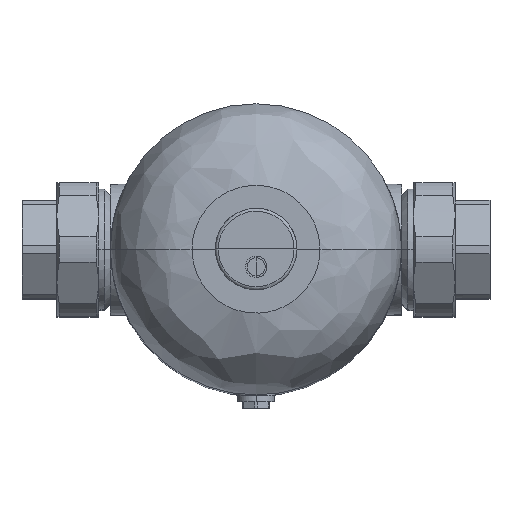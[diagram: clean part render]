
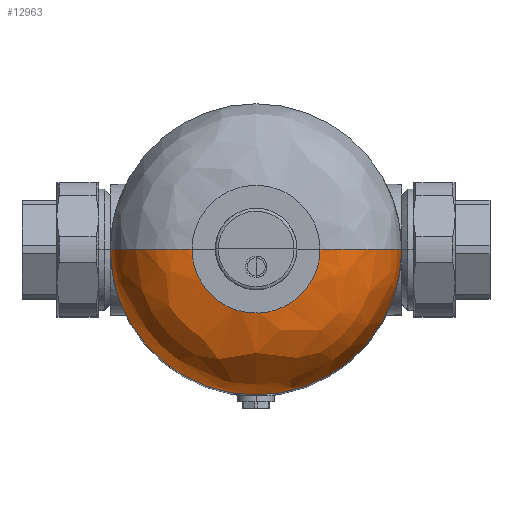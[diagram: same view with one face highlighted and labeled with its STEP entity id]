
A CAD part, top view. The second image highlights one B-rep face of the part: STEP entity #12963.
In plain terms, the highlighted free-form (B-spline) face has degree [3, 3] with [7, 4] control points.
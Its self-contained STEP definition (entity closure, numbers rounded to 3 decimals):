
#12183=CARTESIAN_POINT('Vertex',(98.,0.,60.)) ;
#12186=CARTESIAN_POINT('Axis2P3D Location',(0.,0.,60.)) ;
#12190=CARTESIAN_POINT('Vertex',(-98.,0.,60.)) ;
#12818=CARTESIAN_POINT('Control Point',(-98.,0.,60.)) ;
#12819=CARTESIAN_POINT('Control Point',(-98.,0.,92.216)) ;
#12820=CARTESIAN_POINT('Control Point',(-75.22,0.,115.)) ;
#12821=CARTESIAN_POINT('Control Point',(-43.,0.,115.)) ;
#12822=CARTESIAN_POINT('Vertex',(-43.,0.,115.)) ;
#12868=CARTESIAN_POINT('Vertex',(43.,0.,115.)) ;
#12872=CARTESIAN_POINT('Control Point',(98.,0.,60.)) ;
#12873=CARTESIAN_POINT('Control Point',(98.,0.,92.216)) ;
#12874=CARTESIAN_POINT('Control Point',(75.22,0.,115.)) ;
#12875=CARTESIAN_POINT('Control Point',(43.,0.,115.)) ;
#12885=CARTESIAN_POINT('Control Point',(-97.78,6.152,58.272)) ;
#12886=CARTESIAN_POINT('Control Point',(-98.842,6.219,92.123)) ;
#12887=CARTESIAN_POINT('Control Point',(-74.931,4.714,116.062)) ;
#12888=CARTESIAN_POINT('Control Point',(-41.147,2.589,114.971)) ;
#12889=CARTESIAN_POINT('Control Point',(-101.565,-54.022,58.272)) ;
#12890=CARTESIAN_POINT('Control Point',(-102.669,-54.608,92.123)) ;
#12891=CARTESIAN_POINT('Control Point',(-77.832,-41.398,116.062)) ;
#12892=CARTESIAN_POINT('Control Point',(-42.74,-22.733,114.971)) ;
#12893=CARTESIAN_POINT('Control Point',(-60.292,-97.973,58.272)) ;
#12894=CARTESIAN_POINT('Control Point',(-60.947,-99.037,92.123)) ;
#12895=CARTESIAN_POINT('Control Point',(-46.204,-75.079,116.062)) ;
#12896=CARTESIAN_POINT('Control Point',(-25.372,-41.228,114.971)) ;
#12897=CARTESIAN_POINT('Control Point',(0.,-97.973,58.272)) ;
#12898=CARTESIAN_POINT('Control Point',(0.,-99.037,92.123)) ;
#12899=CARTESIAN_POINT('Control Point',(0.,-75.079,116.062)) ;
#12900=CARTESIAN_POINT('Control Point',(0.,-41.228,114.971)) ;
#12901=CARTESIAN_POINT('Control Point',(60.292,-97.973,58.272)) ;
#12902=CARTESIAN_POINT('Control Point',(60.947,-99.037,92.123)) ;
#12903=CARTESIAN_POINT('Control Point',(46.204,-75.079,116.062)) ;
#12904=CARTESIAN_POINT('Control Point',(25.372,-41.228,114.971)) ;
#12905=CARTESIAN_POINT('Control Point',(101.565,-54.022,58.272)) ;
#12906=CARTESIAN_POINT('Control Point',(102.669,-54.608,92.123)) ;
#12907=CARTESIAN_POINT('Control Point',(77.832,-41.398,116.062)) ;
#12908=CARTESIAN_POINT('Control Point',(42.74,-22.733,114.971)) ;
#12909=CARTESIAN_POINT('Control Point',(97.78,6.152,58.272)) ;
#12910=CARTESIAN_POINT('Control Point',(98.842,6.219,92.123)) ;
#12911=CARTESIAN_POINT('Control Point',(74.931,4.714,116.062)) ;
#12912=CARTESIAN_POINT('Control Point',(41.147,2.589,114.971)) ;
#12914=CARTESIAN_POINT('Control Point',(-43.,0.,115.)) ;
#12915=CARTESIAN_POINT('Control Point',(-43.096,-4.393,115.)) ;
#12916=CARTESIAN_POINT('Control Point',(-42.552,-8.821,115.)) ;
#12917=CARTESIAN_POINT('Control Point',(-41.388,-13.132,115.)) ;
#12918=CARTESIAN_POINT('Control Point',(-38.8,-19.343,115.)) ;
#12919=CARTESIAN_POINT('Control Point',(-35.115,-24.931,115.)) ;
#12920=CARTESIAN_POINT('Control Point',(-33.737,-26.754,115.)) ;
#12921=CARTESIAN_POINT('Control Point',(-30.761,-30.205,115.)) ;
#12922=CARTESIAN_POINT('Control Point',(-27.367,-33.253,115.)) ;
#12923=CARTESIAN_POINT('Control Point',(-25.577,-34.661,115.)) ;
#12924=CARTESIAN_POINT('Control Point',(-21.831,-37.222,115.)) ;
#12925=CARTESIAN_POINT('Control Point',(-17.792,-39.246,115.)) ;
#12926=CARTESIAN_POINT('Control Point',(-15.71,-40.122,115.)) ;
#12927=CARTESIAN_POINT('Control Point',(-11.409,-41.61,115.)) ;
#12928=CARTESIAN_POINT('Control Point',(-6.885,-42.536,115.)) ;
#12929=CARTESIAN_POINT('Control Point',(-4.6,-42.842,115.)) ;
#12930=CARTESIAN_POINT('Control Point',(-2.057,-43.011,115.)) ;
#12931=CARTESIAN_POINT('Control Point',(0.412,-42.999,115.)) ;
#12932=CARTESIAN_POINT('Control Point',(0.689,-42.995,115.)) ;
#12933=CARTESIAN_POINT('Control Point',(1.243,-42.983,115.)) ;
#12934=CARTESIAN_POINT('Control Point',(1.8,-42.963,115.)) ;
#12935=CARTESIAN_POINT('Control Point',(2.08,-42.95,115.)) ;
#12936=CARTESIAN_POINT('Control Point',(2.92,-42.905,115.)) ;
#12937=CARTESIAN_POINT('Control Point',(3.765,-42.838,115.)) ;
#12938=CARTESIAN_POINT('Control Point',(4.33,-42.784,115.)) ;
#12939=CARTESIAN_POINT('Control Point',(6.029,-42.594,115.)) ;
#12940=CARTESIAN_POINT('Control Point',(7.731,-42.318,115.)) ;
#12941=CARTESIAN_POINT('Control Point',(8.863,-42.095,115.)) ;
#12942=CARTESIAN_POINT('Control Point',(12.218,-41.317,115.)) ;
#12943=CARTESIAN_POINT('Control Point',(15.446,-40.225,115.)) ;
#12944=CARTESIAN_POINT('Control Point',(17.533,-39.362,115.)) ;
#12945=CARTESIAN_POINT('Control Point',(21.592,-37.362,115.)) ;
#12946=CARTESIAN_POINT('Control Point',(25.363,-34.82,115.)) ;
#12947=CARTESIAN_POINT('Control Point',(27.17,-33.417,115.)) ;
#12948=CARTESIAN_POINT('Control Point',(30.605,-30.367,115.)) ;
#12949=CARTESIAN_POINT('Control Point',(33.617,-26.907,115.)) ;
#12950=CARTESIAN_POINT('Control Point',(35.014,-25.075,115.)) ;
#12951=CARTESIAN_POINT('Control Point',(38.745,-19.461,115.)) ;
#12952=CARTESIAN_POINT('Control Point',(41.366,-13.212,115.)) ;
#12953=CARTESIAN_POINT('Control Point',(42.546,-8.876,115.)) ;
#12954=CARTESIAN_POINT('Control Point',(43.097,-4.419,115.)) ;
#12955=CARTESIAN_POINT('Control Point',(43.,0.,115.)) ;
#12187=DIRECTION('Axis2P3D Direction',(0.,0.,1.)) ;
#12188=AXIS2_PLACEMENT_3D('Circle Axis2P3D',#12186,#12187,$) ;
#12189=CIRCLE('generated circle',#12188,98.) ;
#12192=EDGE_CURVE('',#12191,#12184,#12189,.T.) ;
#12824=EDGE_CURVE('',#12823,#12191,#12817,.F.) ;
#12876=EDGE_CURVE('',#12184,#12869,#12871,.T.) ;
#12956=EDGE_CURVE('',#12823,#12869,#12913,.T.) ;
#12958=ORIENTED_EDGE('',*,*,#12876,.T.) ;
#12959=ORIENTED_EDGE('',*,*,#12956,.F.) ;
#12960=ORIENTED_EDGE('',*,*,#12824,.T.) ;
#12961=ORIENTED_EDGE('',*,*,#12192,.T.) ;
#12957=EDGE_LOOP('',(#12958,#12959,#12960,#12961)) ;
#12184=VERTEX_POINT('',#12183) ;
#12191=VERTEX_POINT('',#12190) ;
#12823=VERTEX_POINT('',#12822) ;
#12869=VERTEX_POINT('',#12868) ;
#12963=ADVANCED_FACE('548-dn50_5.1\\PartBody',(#12962),#12884,.T.) ;
#12913=B_SPLINE_CURVE_WITH_KNOTS('',5,(#12914,#12915,#12916,#12917,#12918,#12919,#12920,#12921,#12922,#12923,#12924,#12925,#12926,#12927,#12928,#12929,#12930,#12931,#12932,#12933,#12934,#12935,#12936,#12937,#12938,#12939,#12940,#12941,#12942,#12943,#12944,#12945,#12946,#12947,#12948,#12949,#12950,#12951,#12952,#12953,#12954,#12955),.UNSPECIFIED.,.F.,.U.,(6,3,3,3,3,3,3,3,3,3,3,3,3,6),(0.,21.954,33.317,44.626,55.895,67.227,68.643,70.058,72.89,78.552,89.816,101.179,112.638,134.727),.UNSPECIFIED.) ;
#12962=FACE_OUTER_BOUND('',#12957,.T.) ;
#12817=(BOUNDED_CURVE()B_SPLINE_CURVE(3,(#12818,#12819,#12820,#12821),.UNSPECIFIED.,.F.,.U.)B_SPLINE_CURVE_WITH_KNOTS((4,4),(0.021,0.978),.UNSPECIFIED.)CURVE()GEOMETRIC_REPRESENTATION_ITEM()RATIONAL_B_SPLINE_CURVE((1.355,1.091,1.091,1.355))REPRESENTATION_ITEM('')) ;
#12871=(BOUNDED_CURVE()B_SPLINE_CURVE(3,(#12872,#12873,#12874,#12875),.UNSPECIFIED.,.F.,.U.)B_SPLINE_CURVE_WITH_KNOTS((4,4),(0.021,0.978),.UNSPECIFIED.)CURVE()GEOMETRIC_REPRESENTATION_ITEM()RATIONAL_B_SPLINE_CURVE((1.355,1.091,1.091,1.355))REPRESENTATION_ITEM('')) ;
#12884=(BOUNDED_SURFACE()B_SPLINE_SURFACE(3,3,((#12885,#12886,#12887,#12888),(#12889,#12890,#12891,#12892),(#12893,#12894,#12895,#12896),(#12897,#12898,#12899,#12900),(#12901,#12902,#12903,#12904),(#12905,#12906,#12907,#12908),(#12909,#12910,#12911,#12912)),.UNSPECIFIED.,.F.,.F.,.U.)B_SPLINE_SURFACE_WITH_KNOTS((4,3,4),(4,4),(0.,1.,2.),(0.,1.),.UNSPECIFIED.)GEOMETRIC_REPRESENTATION_ITEM()RATIONAL_B_SPLINE_SURFACE(((1.41,1.113,1.113,1.41),(1.113,0.879,0.879,1.113),(1.113,0.879,0.879,1.113),(1.41,1.113,1.113,1.41),(1.113,0.879,0.879,1.113),(1.113,0.879,0.879,1.113),(1.41,1.113,1.113,1.41)))REPRESENTATION_ITEM('Rational BSpline Surface')SURFACE()) ;
